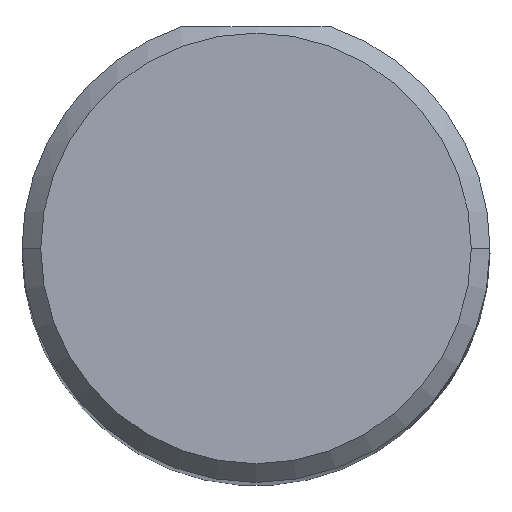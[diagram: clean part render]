
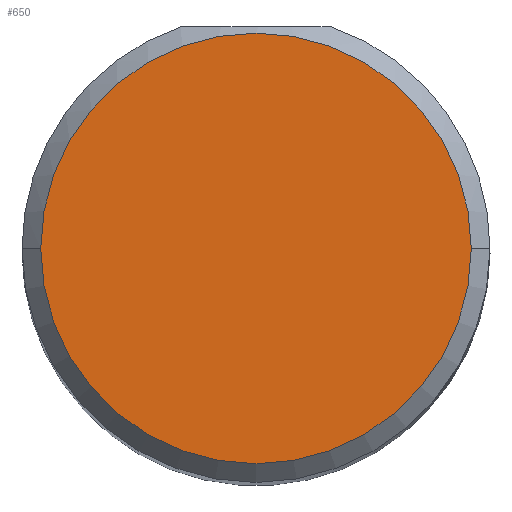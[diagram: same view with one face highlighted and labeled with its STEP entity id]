
A CAD part, top view. The second image highlights one B-rep face of the part: STEP entity #650.
In plain terms, the highlighted planar face has unit normal (0, 0, 1).
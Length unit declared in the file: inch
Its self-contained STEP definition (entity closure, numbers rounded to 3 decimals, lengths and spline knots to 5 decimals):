
#36 = AXIS2_PLACEMENT_3D ( 'NONE', #584, #165, #295 ) ;
#54 = ORIENTED_EDGE ( 'NONE', *, *, #571, .T. ) ;
#124 = AXIS2_PLACEMENT_3D ( 'NONE', #363, #554, #248 ) ;
#152 = EDGE_LOOP ( 'NONE', ( #425, #54 ) ) ;
#165 = DIRECTION ( 'NONE',  ( 0., 0., 1. ) ) ;
#179 = EDGE_CURVE ( 'NONE', #548, #490, #598, .T. ) ;
#248 = DIRECTION ( 'NONE',  ( 1., 0., 0. ) ) ;
#278 = CARTESIAN_POINT ( 'NONE',  ( 0.1725, 0., 2.5 ) ) ;
#282 = PLANE ( 'NONE',  #36 ) ;
#295 = DIRECTION ( 'NONE',  ( 1., 0., 0. ) ) ;
#350 = FACE_OUTER_BOUND ( 'NONE', #152, .T. ) ;
#363 = CARTESIAN_POINT ( 'NONE',  ( 0., 0., 2.5 ) ) ;
#425 = ORIENTED_EDGE ( 'NONE', *, *, #179, .T. ) ;
#490 = VERTEX_POINT ( 'NONE', #278 ) ;
#504 = CIRCLE ( 'NONE', #124, 0.1725 ) ;
#548 = VERTEX_POINT ( 'NONE', #638 ) ;
#554 = DIRECTION ( 'NONE',  ( 0., 0., 1. ) ) ;
#561 = DIRECTION ( 'NONE',  ( 1., 0., 0. ) ) ;
#571 = EDGE_CURVE ( 'NONE', #490, #548, #504, .T. ) ;
#584 = CARTESIAN_POINT ( 'NONE',  ( 0., 0., 2.5 ) ) ;
#598 = CIRCLE ( 'NONE', #725, 0.1725 ) ;
#638 = CARTESIAN_POINT ( 'NONE',  ( -0.1725, 0., 2.5 ) ) ;
#650 = ADVANCED_FACE ( 'NONE', ( #350 ), #282, .T. ) ;
#664 = CARTESIAN_POINT ( 'NONE',  ( 0., 0., 2.5 ) ) ;
#725 = AXIS2_PLACEMENT_3D ( 'NONE', #664, #734, #561 ) ;
#734 = DIRECTION ( 'NONE',  ( 0., 0., 1. ) ) ;
